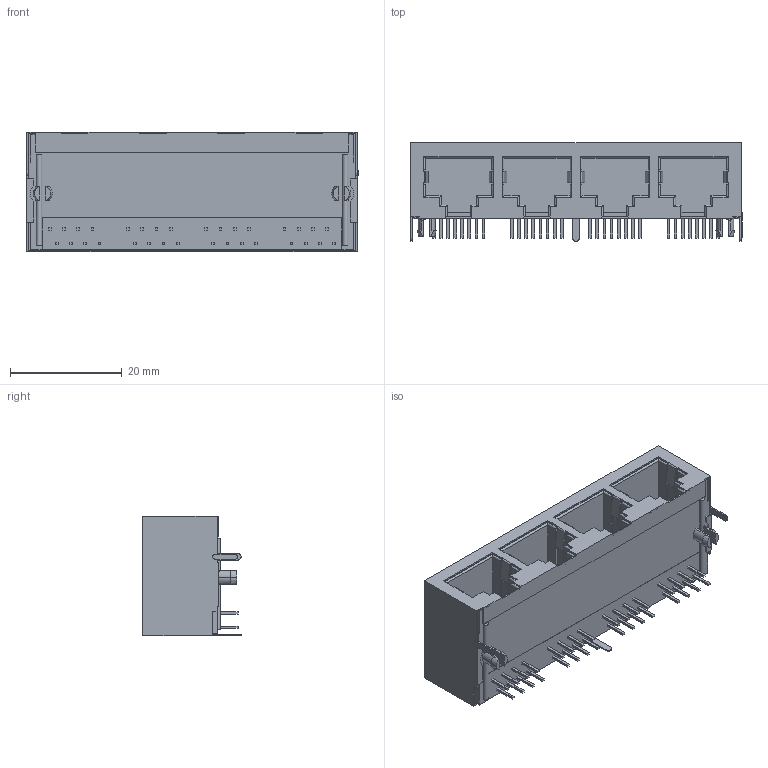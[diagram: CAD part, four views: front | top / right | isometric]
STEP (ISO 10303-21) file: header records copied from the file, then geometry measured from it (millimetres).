
FILE_DESCRIPTION (( 'STEP AP214' ), '1' );
FILE_NAME ('GSGX-NS-4-88_rA6.STEP', '2017-01-31T00:13:02', ( '' ), ( '' ), 'SwSTEP 2.0', 'SolidWorks 2014', '' );
FILE_SCHEMA (( 'AUTOMOTIVE_DESIGN' ));
Length unit declared in the file: millimetre
Products named in the file (1): GSGX-NS-4-88_rA6
Bounding box: 59.31 x 17.55 x 21.27 mm (x, y, z)
Volume: 11933.5 mm3; surface area: 10332.8 mm2
Topology: 1 solids, 1 shells, 559 faces, 1514 edges, 984 vertices
Faces by surface type: plane 462, cylinder 91, cone 6
Entity records: 21352 total; most frequent: CARTESIAN_POINT 3226, ORIENTED_EDGE 3028, DIRECTION 2700, EDGE_CURVE 1514, VECTOR 1344, LINE 1344, VERTEX_POINT 984, AXIS2_PLACEMENT_3D 678
